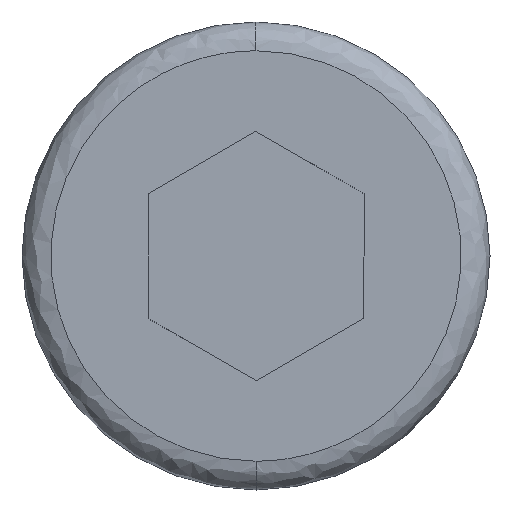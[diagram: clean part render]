
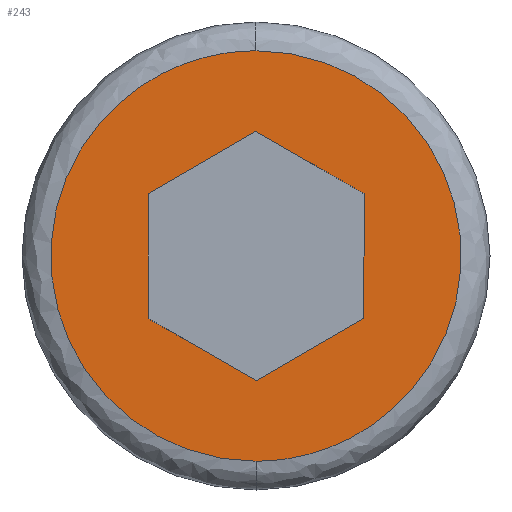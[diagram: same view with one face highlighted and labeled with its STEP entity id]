
A CAD part, left-side view. The second image highlights one B-rep face of the part: STEP entity #243.
In plain terms, the highlighted planar face has unit normal (-1, 0, 0).
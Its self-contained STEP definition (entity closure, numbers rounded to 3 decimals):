
#2 = LINE ( 'NONE', #80, #195 ) ;
#17 = CARTESIAN_POINT ( 'NONE',  ( -8., 3., -1.732 ) ) ;
#18 = CARTESIAN_POINT ( 'NONE',  ( -8., 0., 5.7 ) ) ;
#22 = LINE ( 'NONE', #480, #119 ) ;
#23 = ORIENTED_EDGE ( 'NONE', *, *, #269, .T. ) ;
#27 = LINE ( 'NONE', #132, #364 ) ;
#28 = ORIENTED_EDGE ( 'NONE', *, *, #509, .F. ) ;
#36 = CARTESIAN_POINT ( 'NONE',  ( -8., 4.982, 0. ) ) ;
#38 = DIRECTION ( 'NONE',  ( -1., 0., 0. ) ) ;
#40 = CARTESIAN_POINT ( 'NONE',  ( -8., 3., 0. ) ) ;
#80 = CARTESIAN_POINT ( 'NONE',  ( -8., -3., -1.732 ) ) ;
#81 = DIRECTION ( 'NONE',  ( 0., 0., 1. ) ) ;
#89 = ORIENTED_EDGE ( 'NONE', *, *, #303, .F. ) ;
#91 = EDGE_CURVE ( 'NONE', #402, #289, #442, .T. ) ;
#103 = CARTESIAN_POINT ( 'NONE',  ( -8., 0., 5.7 ) ) ;
#119 = VECTOR ( 'NONE', #533, 1000. ) ;
#132 = CARTESIAN_POINT ( 'NONE',  ( -8., 3., 1.732 ) ) ;
#137 = VECTOR ( 'NONE', #333, 1000. ) ;
#158 = CARTESIAN_POINT ( 'NONE',  ( -8., 11.4, 5.7 ) ) ;
#164 = ORIENTED_EDGE ( 'NONE', *, *, #381, .T. ) ;
#167 = CARTESIAN_POINT ( 'NONE',  ( -8., 0., 3.464 ) ) ;
#170 =( BOUNDED_CURVE ( )  B_SPLINE_CURVE ( 3, ( #18, #231, #489, #537 ),
 .UNSPECIFIED., .F., .F. ) 
 B_SPLINE_CURVE_WITH_KNOTS ( ( 4, 4 ),
 ( 0.75, 1.25 ),
 .UNSPECIFIED. ) 
 CURVE ( )  GEOMETRIC_REPRESENTATION_ITEM ( )  RATIONAL_B_SPLINE_CURVE ( ( 1., 0.333, 0.333, 1. ) ) 
 REPRESENTATION_ITEM ( '' )  );
#195 = VECTOR ( 'NONE', #550, 1000. ) ;
#198 = VERTEX_POINT ( 'NONE', #103 ) ;
#202 = PLANE ( 'NONE',  #233 ) ;
#204 = VECTOR ( 'NONE', #512, 1000. ) ;
#206 = ORIENTED_EDGE ( 'NONE', *, *, #91, .T. ) ;
#210 = LINE ( 'NONE', #167, #204 ) ;
#223 = DIRECTION ( 'NONE',  ( 0., -0.866, 0.5 ) ) ;
#231 = CARTESIAN_POINT ( 'NONE',  ( -8., -11.4, 5.7 ) ) ;
#233 = AXIS2_PLACEMENT_3D ( 'NONE', #36, #38, #81 ) ;
#243 = ADVANCED_FACE ( 'NONE', ( #551, #382 ), #202, .T. ) ;
#269 = EDGE_CURVE ( 'NONE', #411, #516, #524, .T. ) ;
#289 = VERTEX_POINT ( 'NONE', #377 ) ;
#292 = EDGE_CURVE ( 'NONE', #289, #553, #2, .T. ) ;
#301 = VERTEX_POINT ( 'NONE', #417 ) ;
#303 = EDGE_CURVE ( 'NONE', #416, #198, #482, .T. ) ;
#306 = CARTESIAN_POINT ( 'NONE',  ( -8., 0., -5.7 ) ) ;
#320 = ORIENTED_EDGE ( 'NONE', *, *, #452, .T. ) ;
#328 = VECTOR ( 'NONE', #535, 1000. ) ;
#333 = DIRECTION ( 'NONE',  ( 0., 0., 1. ) ) ;
#341 = CARTESIAN_POINT ( 'NONE',  ( -8., 0., 5.7 ) ) ;
#355 = CARTESIAN_POINT ( 'NONE',  ( -8., 3., 1.732 ) ) ;
#364 = VECTOR ( 'NONE', #223, 1000. ) ;
#377 = CARTESIAN_POINT ( 'NONE',  ( -8., -3., -1.732 ) ) ;
#381 = EDGE_CURVE ( 'NONE', #553, #411, #22, .T. ) ;
#382 = FACE_OUTER_BOUND ( 'NONE', #548, .T. ) ;
#393 = EDGE_CURVE ( 'NONE', #516, #301, #27, .T. ) ;
#402 = VERTEX_POINT ( 'NONE', #522 ) ;
#403 = CARTESIAN_POINT ( 'NONE',  ( -8., 0., -3.464 ) ) ;
#411 = VERTEX_POINT ( 'NONE', #17 ) ;
#413 = CARTESIAN_POINT ( 'NONE',  ( -8., 11.4, -5.7 ) ) ;
#414 = CARTESIAN_POINT ( 'NONE',  ( -8., 0., -5.7 ) ) ;
#416 = VERTEX_POINT ( 'NONE', #306 ) ;
#417 = CARTESIAN_POINT ( 'NONE',  ( -8., 0., 3.464 ) ) ;
#422 = ORIENTED_EDGE ( 'NONE', *, *, #393, .T. ) ;
#439 = CARTESIAN_POINT ( 'NONE',  ( -8., -3., 0. ) ) ;
#442 = LINE ( 'NONE', #439, #328 ) ;
#452 = EDGE_CURVE ( 'NONE', #301, #402, #210, .T. ) ;
#480 = CARTESIAN_POINT ( 'NONE',  ( -8., 0., -3.464 ) ) ;
#482 =( BOUNDED_CURVE ( )  B_SPLINE_CURVE ( 3, ( #414, #413, #158, #341 ),
 .UNSPECIFIED., .F., .F. ) 
 B_SPLINE_CURVE_WITH_KNOTS ( ( 4, 4 ),
 ( 0.25, 0.75 ),
 .UNSPECIFIED. ) 
 CURVE ( )  GEOMETRIC_REPRESENTATION_ITEM ( )  RATIONAL_B_SPLINE_CURVE ( ( 1., 0.333, 0.333, 1. ) ) 
 REPRESENTATION_ITEM ( '' )  );
#489 = CARTESIAN_POINT ( 'NONE',  ( -8., -11.4, -5.7 ) ) ;
#509 = EDGE_CURVE ( 'NONE', #198, #416, #170, .T. ) ;
#512 = DIRECTION ( 'NONE',  ( 0., -0.866, -0.5 ) ) ;
#516 = VERTEX_POINT ( 'NONE', #355 ) ;
#521 = EDGE_LOOP ( 'NONE', ( #526, #164, #23, #422, #320, #206 ) ) ;
#522 = CARTESIAN_POINT ( 'NONE',  ( -8., -3., 1.732 ) ) ;
#524 = LINE ( 'NONE', #40, #137 ) ;
#526 = ORIENTED_EDGE ( 'NONE', *, *, #292, .T. ) ;
#533 = DIRECTION ( 'NONE',  ( 0., 0.866, 0.5 ) ) ;
#535 = DIRECTION ( 'NONE',  ( 0., 0., -1. ) ) ;
#537 = CARTESIAN_POINT ( 'NONE',  ( -8., 0., -5.7 ) ) ;
#548 = EDGE_LOOP ( 'NONE', ( #89, #28 ) ) ;
#550 = DIRECTION ( 'NONE',  ( 0., 0.866, -0.5 ) ) ;
#551 = FACE_BOUND ( 'NONE', #521, .T. ) ;
#553 = VERTEX_POINT ( 'NONE', #403 ) ;
